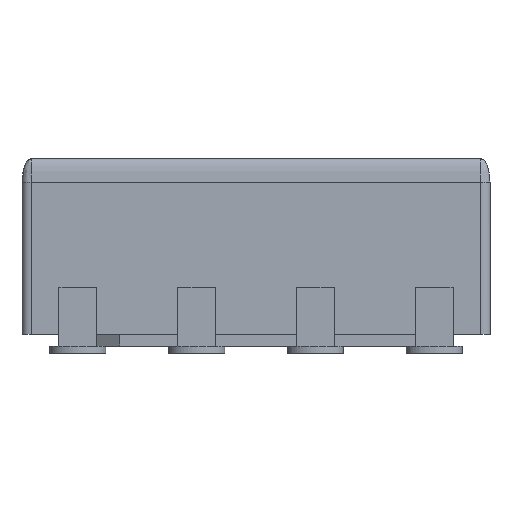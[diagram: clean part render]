
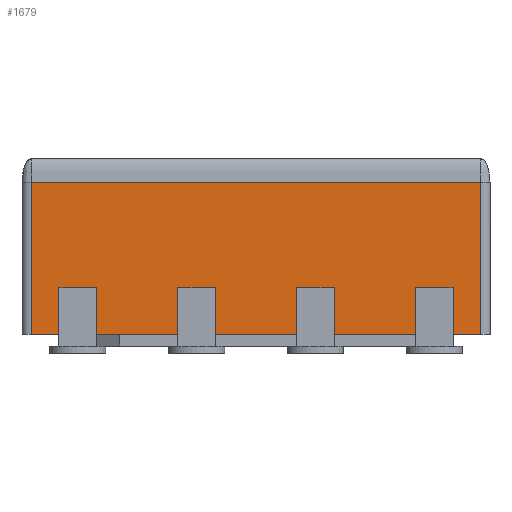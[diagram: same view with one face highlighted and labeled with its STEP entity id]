
A CAD part, front view. The second image highlights one B-rep face of the part: STEP entity #1679.
In plain terms, the highlighted free-form (B-spline) face has degree [1, 1] with [2, 2] control points.
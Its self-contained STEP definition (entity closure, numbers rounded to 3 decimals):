
#1514 = VERTEX_POINT('',#1515);
#1515 = CARTESIAN_POINT('',(0.96,-0.9,0.08));
#1521 = EDGE_CURVE('',#1522,#1514,#1524,.T.);
#1522 = VERTEX_POINT('',#1523);
#1523 = CARTESIAN_POINT('',(0.842,-0.9,0.08));
#1524 = B_SPLINE_CURVE_WITH_KNOTS('',1,(#1525,#1526),.UNSPECIFIED.,.F.,
  .F.,(2,2),(4.605,4.9),.PIECEWISE_BEZIER_KNOTS.);
#1525 = CARTESIAN_POINT('',(0.842,-0.9,0.08));
#1526 = CARTESIAN_POINT('',(0.96,-0.9,0.08));
#1543 = VERTEX_POINT('',#1544);
#1544 = CARTESIAN_POINT('',(0.682,-0.9,0.08));
#1549 = EDGE_CURVE('',#1550,#1543,#1552,.T.);
#1550 = VERTEX_POINT('',#1551);
#1551 = CARTESIAN_POINT('',(0.334,-0.9,0.08));
#1552 = B_SPLINE_CURVE_WITH_KNOTS('',1,(#1553,#1554),.UNSPECIFIED.,.F.,
  .F.,(2,2),(3.335,4.205),.PIECEWISE_BEZIER_KNOTS.);
#1553 = CARTESIAN_POINT('',(0.334,-0.9,0.08));
#1554 = CARTESIAN_POINT('',(0.682,-0.9,0.08));
#1571 = VERTEX_POINT('',#1572);
#1572 = CARTESIAN_POINT('',(0.174,-0.9,0.08));
#1577 = EDGE_CURVE('',#1578,#1571,#1580,.T.);
#1578 = VERTEX_POINT('',#1579);
#1579 = CARTESIAN_POINT('',(-0.174,-0.9,0.08));
#1580 = B_SPLINE_CURVE_WITH_KNOTS('',1,(#1581,#1582),.UNSPECIFIED.,.F.,
  .F.,(2,2),(2.065,2.935),.PIECEWISE_BEZIER_KNOTS.);
#1581 = CARTESIAN_POINT('',(-0.174,-0.9,0.08));
#1582 = CARTESIAN_POINT('',(0.174,-0.9,0.08));
#1599 = VERTEX_POINT('',#1600);
#1600 = CARTESIAN_POINT('',(-0.334,-0.9,0.08));
#1605 = EDGE_CURVE('',#1606,#1599,#1608,.T.);
#1606 = VERTEX_POINT('',#1607);
#1607 = CARTESIAN_POINT('',(-0.682,-0.9,0.08));
#1608 = B_SPLINE_CURVE_WITH_KNOTS('',1,(#1609,#1610),.UNSPECIFIED.,.F.,
  .F.,(2,2),(0.795,1.665),.PIECEWISE_BEZIER_KNOTS.);
#1609 = CARTESIAN_POINT('',(-0.682,-0.9,0.08));
#1610 = CARTESIAN_POINT('',(-0.334,-0.9,0.08));
#1627 = VERTEX_POINT('',#1628);
#1628 = CARTESIAN_POINT('',(-0.842,-0.9,0.08));
#1633 = EDGE_CURVE('',#1634,#1627,#1636,.T.);
#1634 = VERTEX_POINT('',#1635);
#1635 = CARTESIAN_POINT('',(-0.96,-0.9,0.08));
#1636 = B_SPLINE_CURVE_WITH_KNOTS('',1,(#1637,#1638),.UNSPECIFIED.,.F.,
  .F.,(2,2),(0.1,0.395),.PIECEWISE_BEZIER_KNOTS.);
#1637 = CARTESIAN_POINT('',(-0.96,-0.9,0.08));
#1638 = CARTESIAN_POINT('',(-0.842,-0.9,0.08));
#1679 = ADVANCED_FACE('',(#1680),#1782,.F.);
#1680 = FACE_BOUND('',#1681,.T.);
#1681 = EDGE_LOOP('',(#1682,#1689,#1690,#1697,#1704,#1709,#1710,#1717,
    #1724,#1729,#1730,#1737,#1744,#1749,#1750,#1757,#1764,#1769,#1770,
    #1777));
#1682 = ORIENTED_EDGE('',*,*,#1683,.T.);
#1683 = EDGE_CURVE('',#1684,#1606,#1686,.T.);
#1684 = VERTEX_POINT('',#1685);
#1685 = CARTESIAN_POINT('',(-0.682,-0.9,0.28));
#1686 = B_SPLINE_CURVE_WITH_KNOTS('',1,(#1687,#1688),.UNSPECIFIED.,.F.,
  .F.,(2,2),(0.,0.2),.PIECEWISE_BEZIER_KNOTS.);
#1687 = CARTESIAN_POINT('',(-0.682,-0.9,0.28));
#1688 = CARTESIAN_POINT('',(-0.682,-0.9,0.08));
#1689 = ORIENTED_EDGE('',*,*,#1605,.T.);
#1690 = ORIENTED_EDGE('',*,*,#1691,.F.);
#1691 = EDGE_CURVE('',#1692,#1599,#1694,.T.);
#1692 = VERTEX_POINT('',#1693);
#1693 = CARTESIAN_POINT('',(-0.334,-0.9,0.28));
#1694 = B_SPLINE_CURVE_WITH_KNOTS('',1,(#1695,#1696),.UNSPECIFIED.,.F.,
  .F.,(2,2),(0.,0.2),.PIECEWISE_BEZIER_KNOTS.);
#1695 = CARTESIAN_POINT('',(-0.334,-0.9,0.28));
#1696 = CARTESIAN_POINT('',(-0.334,-0.9,0.08));
#1697 = ORIENTED_EDGE('',*,*,#1698,.F.);
#1698 = EDGE_CURVE('',#1699,#1692,#1701,.T.);
#1699 = VERTEX_POINT('',#1700);
#1700 = CARTESIAN_POINT('',(-0.174,-0.9,0.28));
#1701 = B_SPLINE_CURVE_WITH_KNOTS('',1,(#1702,#1703),.UNSPECIFIED.,.F.,
  .F.,(2,2),(-0.,0.4),.PIECEWISE_BEZIER_KNOTS.);
#1702 = CARTESIAN_POINT('',(-0.174,-0.9,0.28));
#1703 = CARTESIAN_POINT('',(-0.334,-0.9,0.28));
#1704 = ORIENTED_EDGE('',*,*,#1705,.T.);
#1705 = EDGE_CURVE('',#1699,#1578,#1706,.T.);
#1706 = B_SPLINE_CURVE_WITH_KNOTS('',1,(#1707,#1708),.UNSPECIFIED.,.F.,
  .F.,(2,2),(0.,0.2),.PIECEWISE_BEZIER_KNOTS.);
#1707 = CARTESIAN_POINT('',(-0.174,-0.9,0.28));
#1708 = CARTESIAN_POINT('',(-0.174,-0.9,0.08));
#1709 = ORIENTED_EDGE('',*,*,#1577,.T.);
#1710 = ORIENTED_EDGE('',*,*,#1711,.F.);
#1711 = EDGE_CURVE('',#1712,#1571,#1714,.T.);
#1712 = VERTEX_POINT('',#1713);
#1713 = CARTESIAN_POINT('',(0.174,-0.9,0.28));
#1714 = B_SPLINE_CURVE_WITH_KNOTS('',1,(#1715,#1716),.UNSPECIFIED.,.F.,
  .F.,(2,2),(0.,0.2),.PIECEWISE_BEZIER_KNOTS.);
#1715 = CARTESIAN_POINT('',(0.174,-0.9,0.28));
#1716 = CARTESIAN_POINT('',(0.174,-0.9,0.08));
#1717 = ORIENTED_EDGE('',*,*,#1718,.F.);
#1718 = EDGE_CURVE('',#1719,#1712,#1721,.T.);
#1719 = VERTEX_POINT('',#1720);
#1720 = CARTESIAN_POINT('',(0.334,-0.9,0.28));
#1721 = B_SPLINE_CURVE_WITH_KNOTS('',1,(#1722,#1723),.UNSPECIFIED.,.F.,
  .F.,(2,2),(-0.,0.4),.PIECEWISE_BEZIER_KNOTS.);
#1722 = CARTESIAN_POINT('',(0.334,-0.9,0.28));
#1723 = CARTESIAN_POINT('',(0.174,-0.9,0.28));
#1724 = ORIENTED_EDGE('',*,*,#1725,.T.);
#1725 = EDGE_CURVE('',#1719,#1550,#1726,.T.);
#1726 = B_SPLINE_CURVE_WITH_KNOTS('',1,(#1727,#1728),.UNSPECIFIED.,.F.,
  .F.,(2,2),(0.,0.2),.PIECEWISE_BEZIER_KNOTS.);
#1727 = CARTESIAN_POINT('',(0.334,-0.9,0.28));
#1728 = CARTESIAN_POINT('',(0.334,-0.9,0.08));
#1729 = ORIENTED_EDGE('',*,*,#1549,.T.);
#1730 = ORIENTED_EDGE('',*,*,#1731,.F.);
#1731 = EDGE_CURVE('',#1732,#1543,#1734,.T.);
#1732 = VERTEX_POINT('',#1733);
#1733 = CARTESIAN_POINT('',(0.682,-0.9,0.28));
#1734 = B_SPLINE_CURVE_WITH_KNOTS('',1,(#1735,#1736),.UNSPECIFIED.,.F.,
  .F.,(2,2),(0.,0.2),.PIECEWISE_BEZIER_KNOTS.);
#1735 = CARTESIAN_POINT('',(0.682,-0.9,0.28));
#1736 = CARTESIAN_POINT('',(0.682,-0.9,0.08));
#1737 = ORIENTED_EDGE('',*,*,#1738,.F.);
#1738 = EDGE_CURVE('',#1739,#1732,#1741,.T.);
#1739 = VERTEX_POINT('',#1740);
#1740 = CARTESIAN_POINT('',(0.842,-0.9,0.28));
#1741 = B_SPLINE_CURVE_WITH_KNOTS('',1,(#1742,#1743),.UNSPECIFIED.,.F.,
  .F.,(2,2),(-0.,0.4),.PIECEWISE_BEZIER_KNOTS.);
#1742 = CARTESIAN_POINT('',(0.842,-0.9,0.28));
#1743 = CARTESIAN_POINT('',(0.682,-0.9,0.28));
#1744 = ORIENTED_EDGE('',*,*,#1745,.T.);
#1745 = EDGE_CURVE('',#1739,#1522,#1746,.T.);
#1746 = B_SPLINE_CURVE_WITH_KNOTS('',1,(#1747,#1748),.UNSPECIFIED.,.F.,
  .F.,(2,2),(0.,0.2),.PIECEWISE_BEZIER_KNOTS.);
#1747 = CARTESIAN_POINT('',(0.842,-0.9,0.28));
#1748 = CARTESIAN_POINT('',(0.842,-0.9,0.08));
#1749 = ORIENTED_EDGE('',*,*,#1521,.T.);
#1750 = ORIENTED_EDGE('',*,*,#1751,.T.);
#1751 = EDGE_CURVE('',#1514,#1752,#1754,.T.);
#1752 = VERTEX_POINT('',#1753);
#1753 = CARTESIAN_POINT('',(0.96,-0.9,0.73));
#1754 = B_SPLINE_CURVE_WITH_KNOTS('',1,(#1755,#1756),.UNSPECIFIED.,.F.,
  .F.,(2,2),(-0.75,-0.1),.PIECEWISE_BEZIER_KNOTS.);
#1755 = CARTESIAN_POINT('',(0.96,-0.9,0.08));
#1756 = CARTESIAN_POINT('',(0.96,-0.9,0.73));
#1757 = ORIENTED_EDGE('',*,*,#1758,.T.);
#1758 = EDGE_CURVE('',#1752,#1759,#1761,.T.);
#1759 = VERTEX_POINT('',#1760);
#1760 = CARTESIAN_POINT('',(-0.96,-0.9,0.73));
#1761 = B_SPLINE_CURVE_WITH_KNOTS('',1,(#1762,#1763),.UNSPECIFIED.,.F.,
  .F.,(2,2),(-4.9,-0.1),.PIECEWISE_BEZIER_KNOTS.);
#1762 = CARTESIAN_POINT('',(0.96,-0.9,0.73));
#1763 = CARTESIAN_POINT('',(-0.96,-0.9,0.73));
#1764 = ORIENTED_EDGE('',*,*,#1765,.T.);
#1765 = EDGE_CURVE('',#1759,#1634,#1766,.T.);
#1766 = B_SPLINE_CURVE_WITH_KNOTS('',1,(#1767,#1768),.UNSPECIFIED.,.F.,
  .F.,(2,2),(0.1,0.75),.PIECEWISE_BEZIER_KNOTS.);
#1767 = CARTESIAN_POINT('',(-0.96,-0.9,0.73));
#1768 = CARTESIAN_POINT('',(-0.96,-0.9,0.08));
#1769 = ORIENTED_EDGE('',*,*,#1633,.T.);
#1770 = ORIENTED_EDGE('',*,*,#1771,.F.);
#1771 = EDGE_CURVE('',#1772,#1627,#1774,.T.);
#1772 = VERTEX_POINT('',#1773);
#1773 = CARTESIAN_POINT('',(-0.842,-0.9,0.28));
#1774 = B_SPLINE_CURVE_WITH_KNOTS('',1,(#1775,#1776),.UNSPECIFIED.,.F.,
  .F.,(2,2),(0.,0.2),.PIECEWISE_BEZIER_KNOTS.);
#1775 = CARTESIAN_POINT('',(-0.842,-0.9,0.28));
#1776 = CARTESIAN_POINT('',(-0.842,-0.9,0.08));
#1777 = ORIENTED_EDGE('',*,*,#1778,.F.);
#1778 = EDGE_CURVE('',#1684,#1772,#1779,.T.);
#1779 = B_SPLINE_CURVE_WITH_KNOTS('',1,(#1780,#1781),.UNSPECIFIED.,.F.,
  .F.,(2,2),(-0.,0.4),.PIECEWISE_BEZIER_KNOTS.);
#1780 = CARTESIAN_POINT('',(-0.682,-0.9,0.28));
#1781 = CARTESIAN_POINT('',(-0.842,-0.9,0.28));
#1782 = B_SPLINE_SURFACE_WITH_KNOTS('',1,1,(
    (#1783,#1784)
    ,(#1785,#1786
    )),.UNSPECIFIED.,.F.,.F.,.F.,(2,2),(2,2),(-0.75,-0.1),(0.1,4.9
    ),.PIECEWISE_BEZIER_KNOTS.);
#1783 = CARTESIAN_POINT('',(-0.96,-0.9,0.08));
#1784 = CARTESIAN_POINT('',(0.96,-0.9,0.08));
#1785 = CARTESIAN_POINT('',(-0.96,-0.9,0.73));
#1786 = CARTESIAN_POINT('',(0.96,-0.9,0.73));
